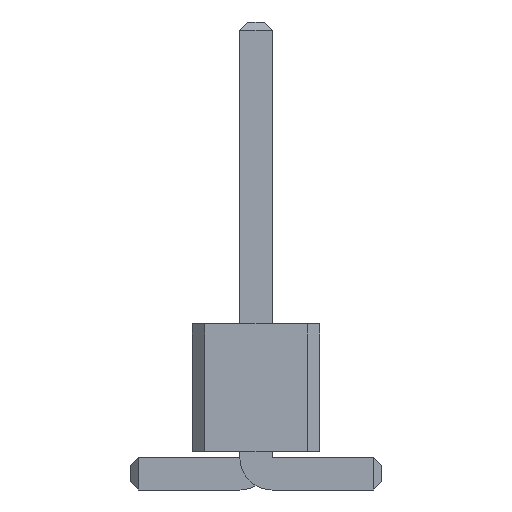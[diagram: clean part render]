
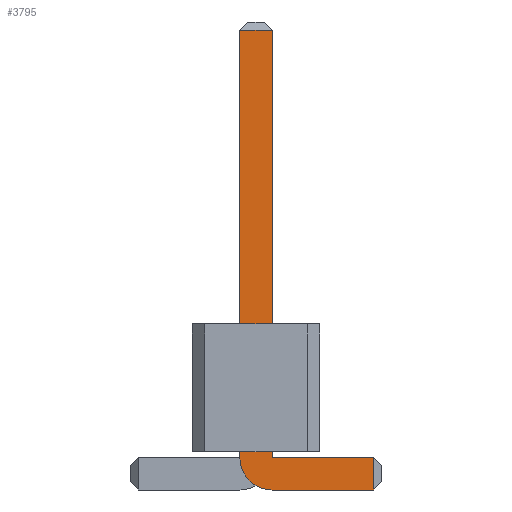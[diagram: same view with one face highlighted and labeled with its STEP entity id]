
A CAD part, front view. The second image highlights one B-rep face of the part: STEP entity #3795.
In plain terms, the highlighted planar face has unit normal (0, -1, 0).
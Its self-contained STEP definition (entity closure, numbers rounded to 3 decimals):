
#13=DIRECTION('',(0.,0.,1.));
#67=DIRECTION('',(1.,0.,0.));
#1694=VECTOR('',#67,1.);
#1705=DIRECTION('',(0.,1.,0.));
#1747=DIRECTION('',(-1.,0.,0.));
#3595=VECTOR('',#1747,1.);
#3603=DIRECTION('',(-0.,1.,0.));
#3604=DIRECTION('',(0.,0.,-1.));
#3611=VECTOR('',#3612,1.);
#3612=DIRECTION('',(0.,0.,1.));
#3623=VECTOR('',#3604,1.);
#3641=VERTEX_POINT('',#3642);
#3642=CARTESIAN_POINT('',(2.34,-35.88,0.));
#3645=ORIENTED_EDGE('',*,*,#3646,.T.);
#3646=EDGE_CURVE('',#3641,#3647,#3649,.T.);
#3647=VERTEX_POINT('',#3648);
#3648=CARTESIAN_POINT('',(0.32,-35.88,0.));
#3649=LINE('',#3650,#3595);
#3650=CARTESIAN_POINT('',(2.5,-35.88,0.));
#3689=VERTEX_POINT('',#3690);
#3690=CARTESIAN_POINT('',(-0.32,-35.88,0.64));
#3693=EDGE_CURVE('',#3647,#3689,#3694,.T.);
#3694=CIRCLE('',#3695,0.64);
#3695=AXIS2_PLACEMENT_3D('',#3696,#3603,#3604);
#3696=CARTESIAN_POINT('',(0.32,-35.88,0.64));
#3705=VERTEX_POINT('',#3696);
#3707=ORIENTED_EDGE('',*,*,#3708,.T.);
#3708=EDGE_CURVE('',#3705,#3709,#3711,.T.);
#3709=VERTEX_POINT('',#3710);
#3710=CARTESIAN_POINT('',(2.34,-35.88,0.64));
#3711=LINE('',#3696,#1694);
#3721=ORIENTED_EDGE('',*,*,#3722,.T.);
#3722=EDGE_CURVE('',#3689,#3723,#3725,.T.);
#3723=VERTEX_POINT('',#3724);
#3724=CARTESIAN_POINT('',(-0.32,-35.88,9.14));
#3725=LINE('',#3726,#3611);
#3726=CARTESIAN_POINT('',(-0.32,-35.88,0.));
#3739=VERTEX_POINT('',#3740);
#3740=CARTESIAN_POINT('',(0.32,-35.88,9.14));
#3742=ORIENTED_EDGE('',*,*,#3743,.T.);
#3743=EDGE_CURVE('',#3739,#3705,#3744,.T.);
#3744=LINE('',#3745,#3623);
#3745=CARTESIAN_POINT('',(0.32,-35.88,9.3));
#3795=ADVANCED_FACE('',(#3796),#3805,.F.);
#3796=FACE_BOUND('',#3797,.F.);
#3797=EDGE_LOOP('',(#3645,#3798,#3721,#3799,#3742,#3707,#3802));
#3798=ORIENTED_EDGE('',*,*,#3693,.T.);
#3799=ORIENTED_EDGE('',*,*,#3800,.T.);
#3800=EDGE_CURVE('',#3723,#3739,#3801,.T.);
#3801=LINE('',#3724,#1694);
#3802=ORIENTED_EDGE('',*,*,#3803,.T.);
#3803=EDGE_CURVE('',#3709,#3641,#3804,.T.);
#3804=LINE('',#3710,#3623);
#3805=PLANE('',#3806);
#3806=AXIS2_PLACEMENT_3D('',#3807,#1705,#13);
#3807=CARTESIAN_POINT('',(0.311,-35.88,3.871));
